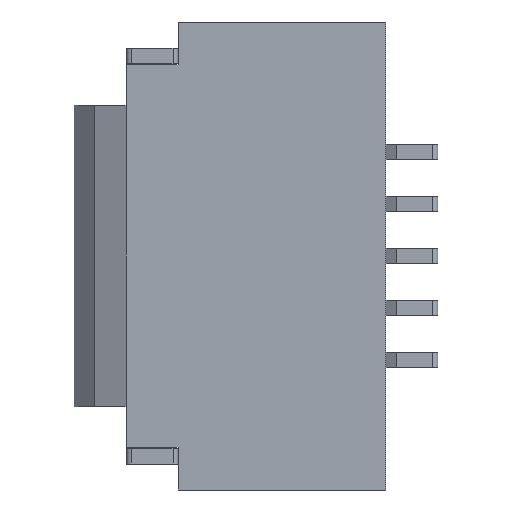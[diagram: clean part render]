
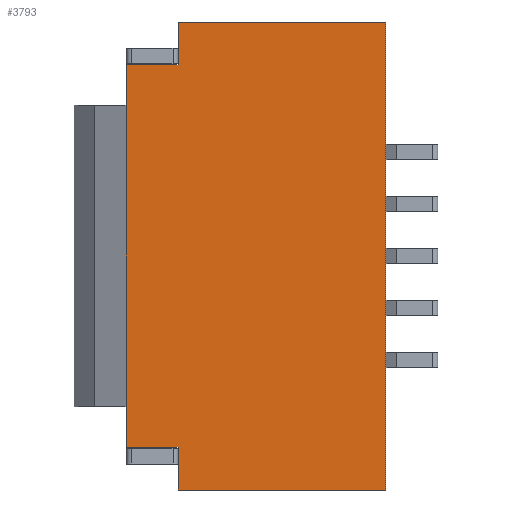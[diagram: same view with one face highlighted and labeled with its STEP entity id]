
A CAD part, front view. The second image highlights one B-rep face of the part: STEP entity #3793.
In plain terms, the highlighted planar face has unit normal (0, -1, 0).
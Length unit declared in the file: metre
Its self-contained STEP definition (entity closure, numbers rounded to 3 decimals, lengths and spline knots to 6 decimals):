
#951=ORIENTED_EDGE('',*,*,#1720,.F.);
#952=ORIENTED_EDGE('',*,*,#1637,.T.);
#953=ORIENTED_EDGE('',*,*,#1653,.T.);
#954=ORIENTED_EDGE('',*,*,#1418,.T.);
#955=ORIENTED_EDGE('',*,*,#1620,.F.);
#956=ORIENTED_EDGE('',*,*,#1721,.F.);
#957=ORIENTED_EDGE('',*,*,#1722,.F.);
#958=ORIENTED_EDGE('',*,*,#1718,.F.);
#1418=EDGE_CURVE('',#1931,#1929,#2285,.T.);
#1620=EDGE_CURVE('',#2057,#1929,#2453,.T.);
#1637=EDGE_CURVE('',#2065,#2064,#2468,.T.);
#1653=EDGE_CURVE('',#2064,#1931,#2483,.T.);
#1718=EDGE_CURVE('',#2123,#2124,#2534,.T.);
#1720=EDGE_CURVE('',#2065,#2123,#2536,.T.);
#1721=EDGE_CURVE('',#2125,#2057,#2537,.T.);
#1722=EDGE_CURVE('',#2124,#2125,#2538,.T.);
#1929=VERTEX_POINT('',#6134);
#1931=VERTEX_POINT('',#6137);
#2057=VERTEX_POINT('',#6534);
#2064=VERTEX_POINT('',#6563);
#2065=VERTEX_POINT('',#6565);
#2123=VERTEX_POINT('',#6723);
#2124=VERTEX_POINT('',#6725);
#2125=VERTEX_POINT('',#6730);
#2285=LINE('',#6136,#2732);
#2453=LINE('',#6533,#2900);
#2468=LINE('',#6564,#2915);
#2483=LINE('',#6592,#2930);
#2534=LINE('',#6724,#2981);
#2536=LINE('',#6728,#2983);
#2537=LINE('',#6729,#2984);
#2538=LINE('',#6731,#2985);
#2732=VECTOR('',#5073,1.);
#2900=VECTOR('',#5447,1.);
#2915=VECTOR('',#5478,1.);
#2930=VECTOR('',#5507,1.);
#2981=VECTOR('',#5614,1.);
#2983=VECTOR('',#5618,1.);
#2984=VECTOR('',#5619,1.);
#2985=VECTOR('',#5620,1.);
#3186=EDGE_LOOP('',(#951,#952,#953,#954,#955,#956,#957,#958));
#3371=FACE_BOUND('',#3186,.T.);
#3512=PLANE('',#4734);
#3793=ADVANCED_FACE('',(#3371),#3512,.F.);
#4734=AXIS2_PLACEMENT_3D('',#6727,#5616,#5617);
#5073=DIRECTION('',(1.,0.,0.));
#5447=DIRECTION('',(0.,0.,-1.));
#5478=DIRECTION('',(1.,0.,0.));
#5507=DIRECTION('',(0.,0.,-1.));
#5614=DIRECTION('',(1.,0.,0.));
#5616=DIRECTION('',(0.,1.,0.));
#5617=DIRECTION('',(1.,0.,0.));
#5618=DIRECTION('',(0.,0.,1.));
#5619=DIRECTION('',(1.,0.,0.));
#5620=DIRECTION('',(0.,0.,1.));
#6134=CARTESIAN_POINT('',(0.,0.00005,-0.000838));
#6136=CARTESIAN_POINT('',(-0.002,0.00005,-0.000838));
#6137=CARTESIAN_POINT('',(-0.002,0.00005,-0.000838));
#6533=CARTESIAN_POINT('',(0.,0.00005,0.017));
#6534=CARTESIAN_POINT('',(0.,0.00005,0.003662));
#6563=CARTESIAN_POINT('',(-0.002,0.00005,-0.000425));
#6564=CARTESIAN_POINT('',(0.,0.00005,-0.000425));
#6565=CARTESIAN_POINT('',(-0.0025,0.00005,-0.000425));
#6592=CARTESIAN_POINT('',(-0.002,0.00005,-0.000425));
#6723=CARTESIAN_POINT('',(-0.0025,0.00005,0.00325));
#6724=CARTESIAN_POINT('',(0.,0.00005,0.00325));
#6725=CARTESIAN_POINT('',(-0.002,0.00005,0.00325));
#6727=CARTESIAN_POINT('',(-0.002,0.00005,0.014912));
#6728=CARTESIAN_POINT('',(-0.0025,0.00005,-0.001553));
#6729=CARTESIAN_POINT('',(-0.002,0.00005,0.003662));
#6730=CARTESIAN_POINT('',(-0.002,0.00005,0.003662));
#6731=CARTESIAN_POINT('',(-0.002,0.00005,0.00325));
